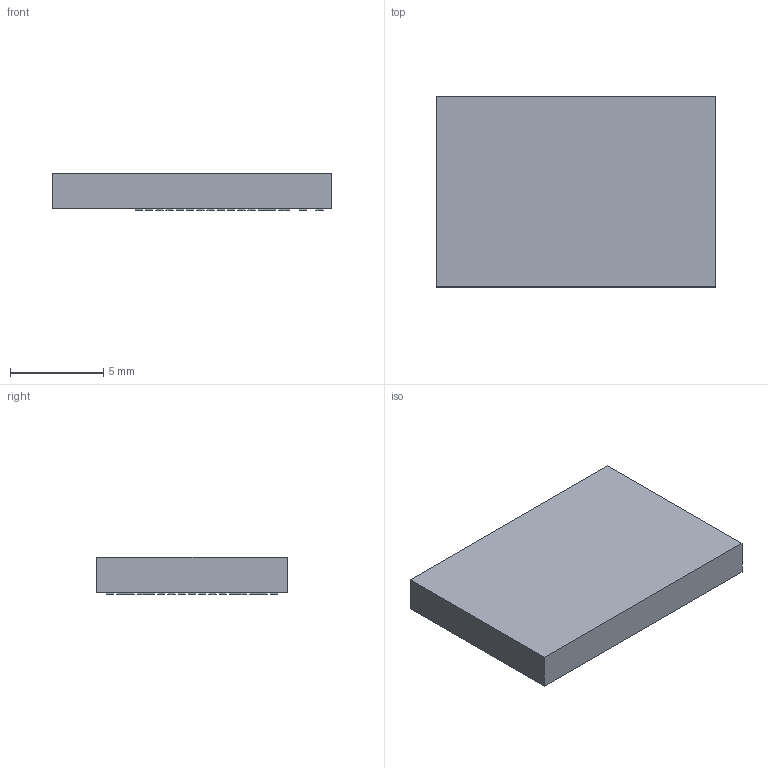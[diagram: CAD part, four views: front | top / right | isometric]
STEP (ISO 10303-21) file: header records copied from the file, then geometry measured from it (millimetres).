
FILE_DESCRIPTION(('FreeCAD Model'),'2;1');
FILE_NAME('4725634.1.2.stp','2020-05-24T12:17:14',( 'Author'),(''),'Open CASCADE STEP processor 6.9','FreeCAD','Unknown' );
FILE_SCHEMA(('AUTOMOTIVE_DESIGN { 1 0 10303 214 1 1 1 1 }'));
Length unit declared in the file: millimetre
Products named in the file (3): ASSEMBLY; Body; Pins
Assembly tree (2 placements, depth 2):
  ASSEMBLY
    Body
    Pins
Bounding box: 15 x 10.2 x 2 mm (x, y, z)
Volume: 291.8 mm3; surface area: 434.4 mm2
Topology: 69 solids, 69 shells, 414 faces, 828 edges, 552 vertices
Faces by surface type: plane 414
Entity records: 21791 total; most frequent: CARTESIAN_POINT 3453, DIRECTION 3318, LINE 2484, VECTOR 2484, ORIENTED_EDGE 1656, PCURVE 1656, DEFINITIONAL_REPRESENTATION 1656, EDGE_CURVE 828
